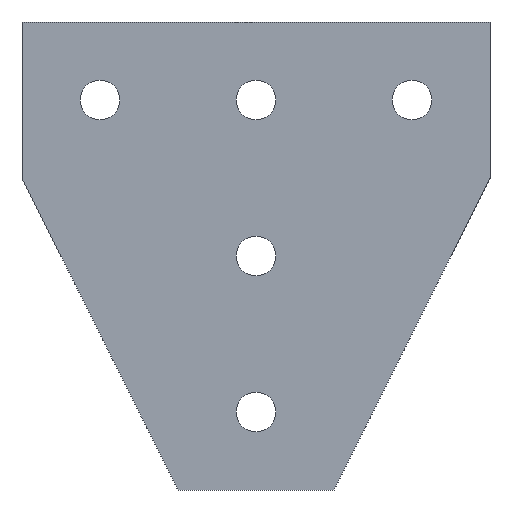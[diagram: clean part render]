
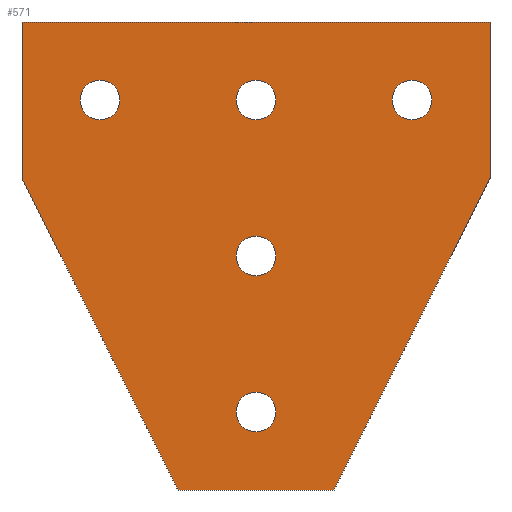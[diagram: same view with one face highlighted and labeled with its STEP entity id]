
A CAD part, front view. The second image highlights one B-rep face of the part: STEP entity #571.
In plain terms, the highlighted planar face has unit normal (0, -1, 0).
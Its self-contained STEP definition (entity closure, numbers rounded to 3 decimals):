
#1 = FACE_BOUND ( 'NONE', #611, .T. ) ;
#4 = FACE_OUTER_BOUND ( 'NONE', #605, .T. ) ;
#6 = VECTOR ( 'NONE', #442, 1000. ) ;
#7 = FACE_BOUND ( 'NONE', #368, .T. ) ;
#9 = LINE ( 'NONE', #450, #6 ) ;
#12 = EDGE_CURVE ( 'NONE', #552, #291, #232, .T. ) ;
#14 = AXIS2_PLACEMENT_3D ( 'NONE', #389, #385, #384 ) ;
#18 = FACE_BOUND ( 'NONE', #647, .T. ) ;
#21 = CIRCLE ( 'NONE', #403, 2.55 ) ;
#22 = CIRCLE ( 'NONE', #14, 2.55 ) ;
#26 = VECTOR ( 'NONE', #273, 1000. ) ;
#34 = LINE ( 'NONE', #620, #26 ) ;
#35 = DIRECTION ( 'NONE',  ( -0.447, 0., 0.894 ) ) ;
#42 = CIRCLE ( 'NONE', #530, 2.55 ) ;
#43 = FACE_BOUND ( 'NONE', #633, .T. ) ;
#47 = CIRCLE ( 'NONE', #476, 2.55 ) ;
#79 = FACE_BOUND ( 'NONE', #440, .T. ) ;
#81 = LINE ( 'NONE', #591, #84 ) ;
#83 = VECTOR ( 'NONE', #135, 1000. ) ;
#84 = VECTOR ( 'NONE', #632, 1000. ) ;
#88 = CARTESIAN_POINT ( 'NONE',  ( -20., 0., 2.55 ) ) ;
#90 = LINE ( 'NONE', #483, #83 ) ;
#99 = DIRECTION ( 'NONE',  ( 0., 1., 0. ) ) ;
#106 = DIRECTION ( 'NONE',  ( 0., 0., -1. ) ) ;
#135 = DIRECTION ( 'NONE',  ( -1., 0., 0. ) ) ;
#147 = EDGE_CURVE ( 'NONE', #372, #357, #196, .T. ) ;
#165 = CIRCLE ( 'NONE', #438, 2.55 ) ;
#171 = LINE ( 'NONE', #548, #173 ) ;
#173 = VECTOR ( 'NONE', #106, 1000. ) ;
#175 = CIRCLE ( 'NONE', #458, 2.55 ) ;
#178 = DIRECTION ( 'NONE',  ( 0., 0., 1. ) ) ;
#179 = CIRCLE ( 'NONE', #462, 2.55 ) ;
#183 = CIRCLE ( 'NONE', #329, 2.55 ) ;
#185 = DIRECTION ( 'NONE',  ( 0., 1., 0. ) ) ;
#189 = CARTESIAN_POINT ( 'NONE',  ( -20., 0., 0. ) ) ;
#196 = LINE ( 'NONE', #317, #198 ) ;
#198 = VECTOR ( 'NONE', #35, 1000. ) ;
#199 = CARTESIAN_POINT ( 'NONE',  ( 0., 0., 2.55 ) ) ;
#220 = CARTESIAN_POINT ( 'NONE',  ( 0., 0., -42.55 ) ) ;
#232 = CIRCLE ( 'NONE', #355, 2.55 ) ;
#236 = EDGE_CURVE ( 'NONE', #574, #626, #183, .T. ) ;
#241 = VERTEX_POINT ( 'NONE', #88 ) ;
#249 = AXIS2_PLACEMENT_3D ( 'NONE', #407, #346, #339 ) ;
#250 = DIRECTION ( 'NONE',  ( 0., 1., 0. ) ) ;
#251 = VERTEX_POINT ( 'NONE', #397 ) ;
#253 = VERTEX_POINT ( 'NONE', #560 ) ;
#254 = CARTESIAN_POINT ( 'NONE',  ( 0., 0., -20. ) ) ;
#255 = ORIENTED_EDGE ( 'NONE', *, *, #435, .F. ) ;
#256 = EDGE_CURVE ( 'NONE', #251, #268, #179, .T. ) ;
#260 = EDGE_CURVE ( 'NONE', #291, #552, #175, .T. ) ;
#261 = DIRECTION ( 'NONE',  ( 0., 0., 1. ) ) ;
#267 = DIRECTION ( 'NONE',  ( 0., 1., 0. ) ) ;
#268 = VERTEX_POINT ( 'NONE', #555 ) ;
#271 = CARTESIAN_POINT ( 'NONE',  ( 20., 0., 0. ) ) ;
#273 = DIRECTION ( 'NONE',  ( -0.447, 0., -0.894 ) ) ;
#289 = EDGE_CURVE ( 'NONE', #496, #352, #171, .T. ) ;
#291 = VERTEX_POINT ( 'NONE', #651 ) ;
#306 = ORIENTED_EDGE ( 'NONE', *, *, #260, .T. ) ;
#310 = DIRECTION ( 'NONE',  ( 0., 0., 1. ) ) ;
#317 = CARTESIAN_POINT ( 'NONE',  ( -30., 0., -10. ) ) ;
#325 = EDGE_CURVE ( 'NONE', #626, #574, #165, .T. ) ;
#329 = AXIS2_PLACEMENT_3D ( 'NONE', #404, #498, #582 ) ;
#331 = CARTESIAN_POINT ( 'NONE',  ( 0., 0., -37.45 ) ) ;
#332 = CARTESIAN_POINT ( 'NONE',  ( -30., 0., -10. ) ) ;
#339 = DIRECTION ( 'NONE',  ( 0., 0., -1. ) ) ;
#346 = DIRECTION ( 'NONE',  ( 0., -1., 0. ) ) ;
#349 = PLANE ( 'NONE',  #249 ) ;
#352 = VERTEX_POINT ( 'NONE', #673 ) ;
#355 = AXIS2_PLACEMENT_3D ( 'NONE', #254, #250, #310 ) ;
#357 = VERTEX_POINT ( 'NONE', #332 ) ;
#366 = DIRECTION ( 'NONE',  ( 0., 1., 0. ) ) ;
#368 = EDGE_LOOP ( 'NONE', ( #671, #607 ) ) ;
#370 = ORIENTED_EDGE ( 'NONE', *, *, #147, .F. ) ;
#372 = VERTEX_POINT ( 'NONE', #426 ) ;
#375 = ORIENTED_EDGE ( 'NONE', *, *, #514, .F. ) ;
#377 = ORIENTED_EDGE ( 'NONE', *, *, #561, .T. ) ;
#383 = VERTEX_POINT ( 'NONE', #423 ) ;
#384 = DIRECTION ( 'NONE',  ( 0., 0., 1. ) ) ;
#385 = DIRECTION ( 'NONE',  ( 0., 1., 0. ) ) ;
#389 = CARTESIAN_POINT ( 'NONE',  ( 0., 0., 0. ) ) ;
#397 = CARTESIAN_POINT ( 'NONE',  ( 20., 0., 2.55 ) ) ;
#403 = AXIS2_PLACEMENT_3D ( 'NONE', #418, #412, #411 ) ;
#404 = CARTESIAN_POINT ( 'NONE',  ( 0., 0., -40. ) ) ;
#407 = CARTESIAN_POINT ( 'NONE',  ( 0., 0., 0. ) ) ;
#411 = DIRECTION ( 'NONE',  ( 0., 0., 1. ) ) ;
#412 = DIRECTION ( 'NONE',  ( 0., 1., 0. ) ) ;
#414 = CARTESIAN_POINT ( 'NONE',  ( 0., 0., -40. ) ) ;
#418 = CARTESIAN_POINT ( 'NONE',  ( -20., 0., 0. ) ) ;
#420 = DIRECTION ( 'NONE',  ( 0., 0., 1. ) ) ;
#421 = VERTEX_POINT ( 'NONE', #509 ) ;
#423 = CARTESIAN_POINT ( 'NONE',  ( 10., 0., -50. ) ) ;
#426 = CARTESIAN_POINT ( 'NONE',  ( -10., 0., -50. ) ) ;
#428 = CARTESIAN_POINT ( 'NONE',  ( 0., 0., -20. ) ) ;
#435 = EDGE_CURVE ( 'NONE', #383, #372, #90, .T. ) ;
#438 = AXIS2_PLACEMENT_3D ( 'NONE', #414, #366, #420 ) ;
#439 = CARTESIAN_POINT ( 'NONE',  ( 30., 0., 10. ) ) ;
#440 = EDGE_LOOP ( 'NONE', ( #499, #590 ) ) ;
#442 = DIRECTION ( 'NONE',  ( 0., 0., 1. ) ) ;
#445 = EDGE_CURVE ( 'NONE', #421, #496, #81, .T. ) ;
#447 = CARTESIAN_POINT ( 'NONE',  ( 0., 0., -17.45 ) ) ;
#450 = CARTESIAN_POINT ( 'NONE',  ( -30., 0., 10. ) ) ;
#452 = CARTESIAN_POINT ( 'NONE',  ( -20., 0., -2.55 ) ) ;
#458 = AXIS2_PLACEMENT_3D ( 'NONE', #428, #99, #512 ) ;
#462 = AXIS2_PLACEMENT_3D ( 'NONE', #537, #583, #596 ) ;
#475 = EDGE_CURVE ( 'NONE', #268, #251, #47, .T. ) ;
#476 = AXIS2_PLACEMENT_3D ( 'NONE', #271, #267, #261 ) ;
#481 = ORIENTED_EDGE ( 'NONE', *, *, #643, .T. ) ;
#483 = CARTESIAN_POINT ( 'NONE',  ( -10., 0., -50. ) ) ;
#485 = ORIENTED_EDGE ( 'NONE', *, *, #289, .F. ) ;
#496 = VERTEX_POINT ( 'NONE', #439 ) ;
#498 = DIRECTION ( 'NONE',  ( 0., 1., 0. ) ) ;
#499 = ORIENTED_EDGE ( 'NONE', *, *, #325, .T. ) ;
#507 = EDGE_CURVE ( 'NONE', #253, #657, #42, .T. ) ;
#508 = ORIENTED_EDGE ( 'NONE', *, *, #556, .F. ) ;
#509 = CARTESIAN_POINT ( 'NONE',  ( -30., 0., 10. ) ) ;
#512 = DIRECTION ( 'NONE',  ( 0., 0., 1. ) ) ;
#514 = EDGE_CURVE ( 'NONE', #352, #383, #34, .T. ) ;
#530 = AXIS2_PLACEMENT_3D ( 'NONE', #568, #559, #547 ) ;
#537 = CARTESIAN_POINT ( 'NONE',  ( 20., 0., 0. ) ) ;
#547 = DIRECTION ( 'NONE',  ( 0., 0., 1. ) ) ;
#548 = CARTESIAN_POINT ( 'NONE',  ( 30., 0., 10. ) ) ;
#550 = VERTEX_POINT ( 'NONE', #452 ) ;
#552 = VERTEX_POINT ( 'NONE', #447 ) ;
#555 = CARTESIAN_POINT ( 'NONE',  ( 20., 0., -2.55 ) ) ;
#556 = EDGE_CURVE ( 'NONE', #357, #421, #9, .T. ) ;
#558 = EDGE_CURVE ( 'NONE', #241, #550, #21, .T. ) ;
#559 = DIRECTION ( 'NONE',  ( 0., 1., 0. ) ) ;
#560 = CARTESIAN_POINT ( 'NONE',  ( 0., 0., -2.55 ) ) ;
#561 = EDGE_CURVE ( 'NONE', #657, #253, #22, .T. ) ;
#562 = AXIS2_PLACEMENT_3D ( 'NONE', #189, #185, #178 ) ;
#568 = CARTESIAN_POINT ( 'NONE',  ( 0., 0., 0. ) ) ;
#571 = ADVANCED_FACE ( 'NONE', ( #1, #7, #4, #18, #43, #79 ), #349, .T. ) ;
#574 = VERTEX_POINT ( 'NONE', #331 ) ;
#582 = DIRECTION ( 'NONE',  ( 0., 0., 1. ) ) ;
#583 = DIRECTION ( 'NONE',  ( 0., 1., 0. ) ) ;
#590 = ORIENTED_EDGE ( 'NONE', *, *, #236, .T. ) ;
#591 = CARTESIAN_POINT ( 'NONE',  ( 30., 0., 10. ) ) ;
#593 = ORIENTED_EDGE ( 'NONE', *, *, #507, .T. ) ;
#596 = DIRECTION ( 'NONE',  ( 0., 0., 1. ) ) ;
#603 = ORIENTED_EDGE ( 'NONE', *, *, #445, .F. ) ;
#605 = EDGE_LOOP ( 'NONE', ( #485, #603, #508, #370, #255, #375 ) ) ;
#607 = ORIENTED_EDGE ( 'NONE', *, *, #256, .T. ) ;
#611 = EDGE_LOOP ( 'NONE', ( #306, #634 ) ) ;
#618 = ORIENTED_EDGE ( 'NONE', *, *, #558, .T. ) ;
#620 = CARTESIAN_POINT ( 'NONE',  ( 30., 0., -10. ) ) ;
#626 = VERTEX_POINT ( 'NONE', #220 ) ;
#631 = CIRCLE ( 'NONE', #562, 2.55 ) ;
#632 = DIRECTION ( 'NONE',  ( 1., 0., 0. ) ) ;
#633 = EDGE_LOOP ( 'NONE', ( #593, #377 ) ) ;
#634 = ORIENTED_EDGE ( 'NONE', *, *, #12, .T. ) ;
#643 = EDGE_CURVE ( 'NONE', #550, #241, #631, .T. ) ;
#647 = EDGE_LOOP ( 'NONE', ( #481, #618 ) ) ;
#651 = CARTESIAN_POINT ( 'NONE',  ( 0., 0., -22.55 ) ) ;
#657 = VERTEX_POINT ( 'NONE', #199 ) ;
#671 = ORIENTED_EDGE ( 'NONE', *, *, #475, .T. ) ;
#673 = CARTESIAN_POINT ( 'NONE',  ( 30., 0., -10. ) ) ;
